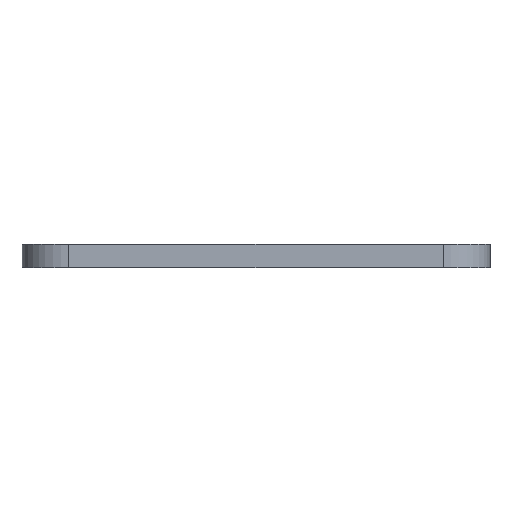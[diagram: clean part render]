
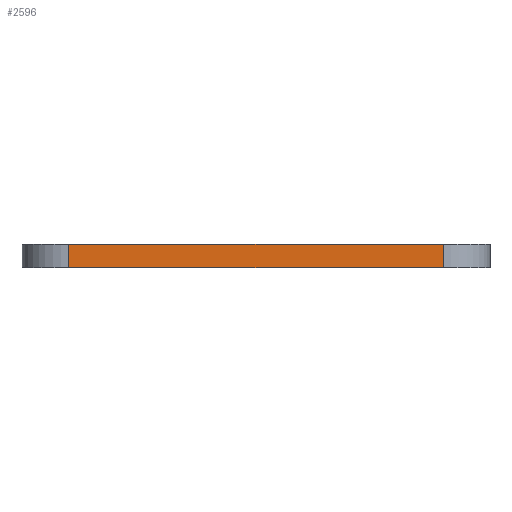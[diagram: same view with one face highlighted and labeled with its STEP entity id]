
A CAD part, front view. The second image highlights one B-rep face of the part: STEP entity #2596.
In plain terms, the highlighted planar face has unit normal (0, -1, 0).
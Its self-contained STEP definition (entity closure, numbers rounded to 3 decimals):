
#219=PLANE('',#2687);
#354=FACE_OUTER_BOUND('',#501,.T.);
#501=EDGE_LOOP('',(#2366,#2367,#2368,#2369));
#551=LINE('',#3741,#792);
#741=LINE('',#4812,#982);
#742=LINE('',#4815,#983);
#743=LINE('',#4816,#984);
#792=VECTOR('',#2762,10.);
#982=VECTOR('',#3070,10.);
#983=VECTOR('',#3073,10.);
#984=VECTOR('',#3074,10.);
#1108=VERTEX_POINT('',#3738);
#1109=VERTEX_POINT('',#3740);
#1291=VERTEX_POINT('',#4810);
#1292=VERTEX_POINT('',#4814);
#1393=EDGE_CURVE('',#1109,#1108,#551,.T.);
#1666=EDGE_CURVE('',#1108,#1291,#741,.T.);
#1667=EDGE_CURVE('',#1292,#1291,#742,.T.);
#1668=EDGE_CURVE('',#1109,#1292,#743,.T.);
#2366=ORIENTED_EDGE('',*,*,#1393,.T.);
#2367=ORIENTED_EDGE('',*,*,#1666,.T.);
#2368=ORIENTED_EDGE('',*,*,#1667,.F.);
#2369=ORIENTED_EDGE('',*,*,#1668,.F.);
#2596=ADVANCED_FACE('',(#354),#219,.T.);
#2687=AXIS2_PLACEMENT_3D('',#4813,#3071,#3072);
#2762=DIRECTION('',(-1.,0.,0.));
#3070=DIRECTION('',(0.,0.,-1.));
#3071=DIRECTION('center_axis',(0.,-1.,0.));
#3072=DIRECTION('ref_axis',(-1.,0.,0.));
#3073=DIRECTION('',(-1.,0.,0.));
#3074=DIRECTION('',(0.,0.,-1.));
#3738=CARTESIAN_POINT('',(122.,-201.,0.));
#3740=CARTESIAN_POINT('',(138.,-201.,0.));
#3741=CARTESIAN_POINT('',(138.,-201.,0.));
#4810=CARTESIAN_POINT('',(122.,-201.,-1.));
#4812=CARTESIAN_POINT('',(122.,-201.,0.));
#4813=CARTESIAN_POINT('Origin',(138.,-201.,0.));
#4814=CARTESIAN_POINT('',(138.,-201.,-1.));
#4815=CARTESIAN_POINT('',(138.,-201.,-1.));
#4816=CARTESIAN_POINT('',(138.,-201.,0.));
